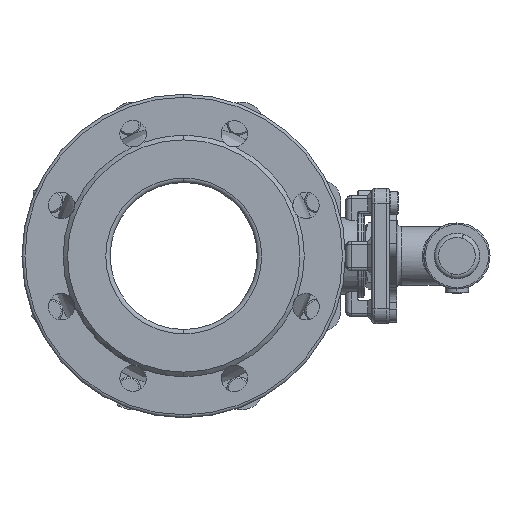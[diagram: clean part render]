
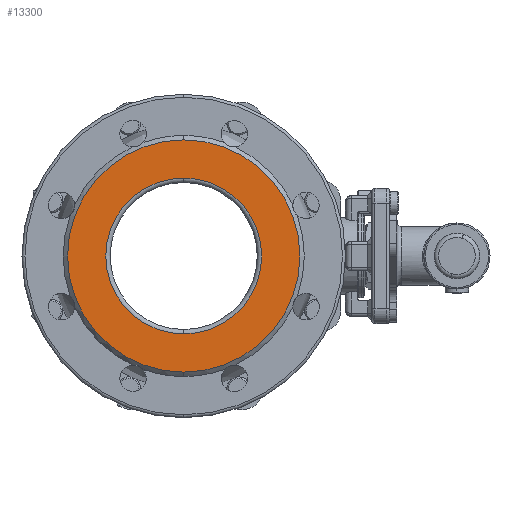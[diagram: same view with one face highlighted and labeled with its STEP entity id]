
A CAD part, left-side view. The second image highlights one B-rep face of the part: STEP entity #13300.
In plain terms, the highlighted planar face has unit normal (-1, 0, 0).
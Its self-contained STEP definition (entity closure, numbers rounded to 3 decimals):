
#827 = CARTESIAN_POINT ( 'NONE',  ( -205.319, -13.397, 0. ) ) ;
#3053 = VERTEX_POINT ( 'NONE', #56117 ) ;
#6643 = EDGE_CURVE ( 'NONE', #111667, #3053, #100894, .T. ) ;
#13300 = ADVANCED_FACE ( 'NONE', ( #14297, #43207 ), #95528, .F. ) ;
#13525 = DIRECTION ( 'NONE',  ( 1., 0., 0. ) ) ;
#14297 = FACE_BOUND ( 'NONE', #64734, .T. ) ;
#15184 = CARTESIAN_POINT ( 'NONE',  ( -205.319, -13.397, 0. ) ) ;
#17032 = AXIS2_PLACEMENT_3D ( 'NONE', #827, #73286, #123569 ) ;
#18375 = CARTESIAN_POINT ( 'NONE',  ( -205.319, -13.397, -79. ) ) ;
#21570 = AXIS2_PLACEMENT_3D ( 'NONE', #30479, #112340, #61336 ) ;
#23422 = CIRCLE ( 'NONE', #79211, 53. ) ;
#24764 = CARTESIAN_POINT ( 'NONE',  ( -205.319, -13.397, 79. ) ) ;
#30479 = CARTESIAN_POINT ( 'NONE',  ( -205.319, -13.397, 0. ) ) ;
#35119 = ORIENTED_EDGE ( 'NONE', *, *, #86946, .F. ) ;
#37105 = EDGE_CURVE ( 'NONE', #3053, #111667, #23422, .T. ) ;
#40711 = VERTEX_POINT ( 'NONE', #18375 ) ;
#41124 = ORIENTED_EDGE ( 'NONE', *, *, #113495, .F. ) ;
#43207 = FACE_OUTER_BOUND ( 'NONE', #114496, .T. ) ;
#45196 = DIRECTION ( 'NONE',  ( 1., 0., 0. ) ) ;
#51212 = VERTEX_POINT ( 'NONE', #24764 ) ;
#56117 = CARTESIAN_POINT ( 'NONE',  ( -205.319, -13.397, -53. ) ) ;
#61336 = DIRECTION ( 'NONE',  ( 0., 0., -1. ) ) ;
#64734 = EDGE_LOOP ( 'NONE', ( #90317, #122099 ) ) ;
#73286 = DIRECTION ( 'NONE',  ( 1., 0., 0. ) ) ;
#75277 = CARTESIAN_POINT ( 'NONE',  ( -205.319, -13.397, 0. ) ) ;
#77583 = DIRECTION ( 'NONE',  ( 0., 0., -1. ) ) ;
#79211 = AXIS2_PLACEMENT_3D ( 'NONE', #75277, #13525, #105484 ) ;
#86946 = EDGE_CURVE ( 'NONE', #51212, #40711, #124076, .T. ) ;
#90317 = ORIENTED_EDGE ( 'NONE', *, *, #37105, .T. ) ;
#95528 = PLANE ( 'NONE',  #124235 ) ;
#100894 = CIRCLE ( 'NONE', #21570, 53. ) ;
#100993 = AXIS2_PLACEMENT_3D ( 'NONE', #15184, #127159, #77583 ) ;
#105484 = DIRECTION ( 'NONE',  ( 0., 0., -1. ) ) ;
#108906 = CARTESIAN_POINT ( 'NONE',  ( -205.319, -13.397, 53. ) ) ;
#111589 = CIRCLE ( 'NONE', #100993, 79. ) ;
#111667 = VERTEX_POINT ( 'NONE', #108906 ) ;
#112340 = DIRECTION ( 'NONE',  ( 1., 0., 0. ) ) ;
#113495 = EDGE_CURVE ( 'NONE', #40711, #51212, #111589, .T. ) ;
#114496 = EDGE_LOOP ( 'NONE', ( #41124, #35119 ) ) ;
#122099 = ORIENTED_EDGE ( 'NONE', *, *, #6643, .T. ) ;
#123569 = DIRECTION ( 'NONE',  ( 0., 0., -1. ) ) ;
#124076 = CIRCLE ( 'NONE', #17032, 79. ) ;
#124235 = AXIS2_PLACEMENT_3D ( 'NONE', #126321, #45196, #125645 ) ;
#125645 = DIRECTION ( 'NONE',  ( 0., 1., 0. ) ) ;
#126321 = CARTESIAN_POINT ( 'NONE',  ( -205.319, 736.307, 0. ) ) ;
#127159 = DIRECTION ( 'NONE',  ( 1., 0., 0. ) ) ;
